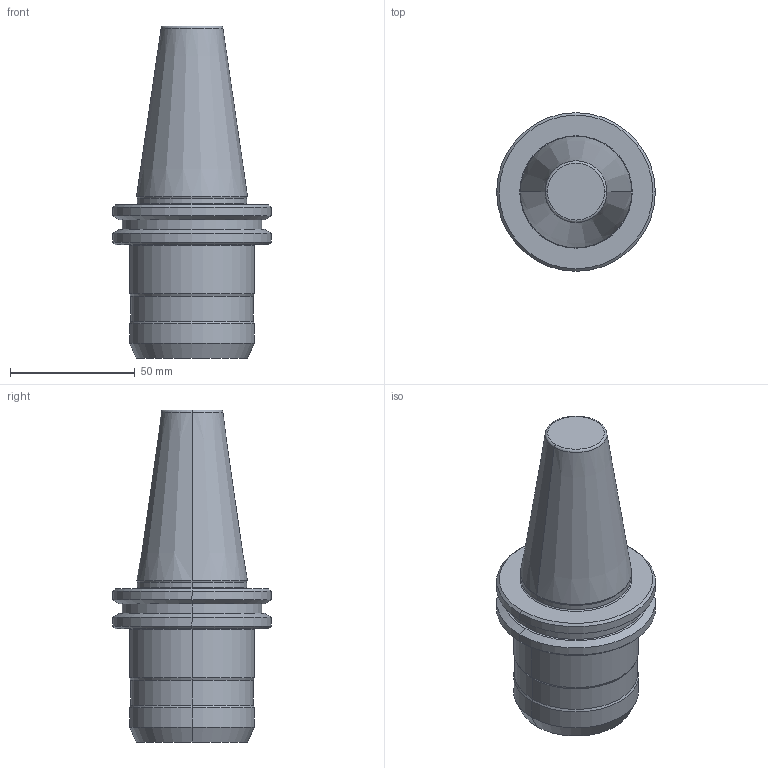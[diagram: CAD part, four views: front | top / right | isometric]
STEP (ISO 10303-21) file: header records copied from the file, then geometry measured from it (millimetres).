
FILE_DESCRIPTION (( 'STEP AP203' ), '1' );
FILE_NAME ('SK 40 HC20S 64.5 FCC AD+B -2.5G 25000 SL.STEP', '2019-05-09T05:41:18', ( '' ), ( '' ), 'SwSTEP 2.0', 'SolidWorks 2014', '' );
FILE_SCHEMA (( 'CONFIG_CONTROL_DESIGN' ));
Length unit declared in the file: millimetre
Products named in the file (1): SK 40 HC20S 64.5 FCC AD+B -2.5G 25000 SL
Bounding box: 63.5 x 63.5 x 132.9 mm (x, y, z)
Volume: 204253.4 mm3; surface area: 23677 mm2
Topology: 1 solids, 1 shells, 46 faces, 90 edges, 50 vertices
Faces by surface type: cone 18, cylinder 14, torus 8, plane 6
Entity records: 1249 total; most frequent: DIRECTION 242, CARTESIAN_POINT 187, ORIENTED_EDGE 180, AXIS2_PLACEMENT_3D 105, EDGE_CURVE 90, CIRCLE 58, VERTEX_POINT 50, EDGE_LOOP 50
